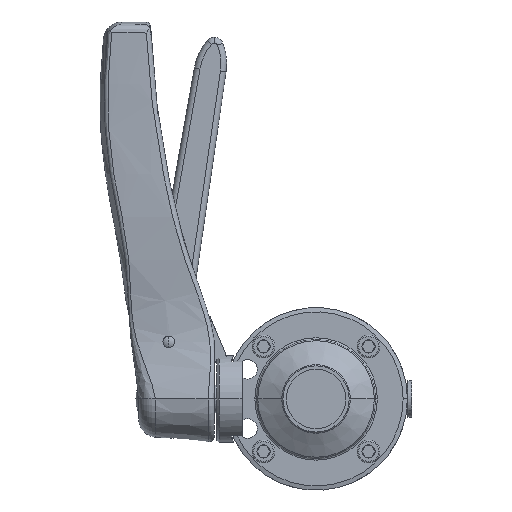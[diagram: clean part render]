
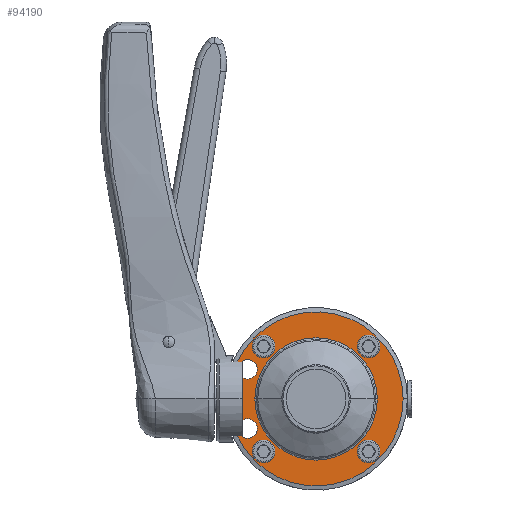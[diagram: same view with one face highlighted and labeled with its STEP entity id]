
A CAD part, left-side view. The second image highlights one B-rep face of the part: STEP entity #94190.
In plain terms, the highlighted planar face has unit normal (-1, 0, 0).
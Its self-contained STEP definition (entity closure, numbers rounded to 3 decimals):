
#92380=CARTESIAN_POINT('',(17.,25.7,13.));
#92390=VERTEX_POINT('',#92380);
#92420=CARTESIAN_POINT('',(17.,30.,13.));
#92430=DIRECTION('',(-1.,0.,0.));
#92440=DIRECTION('',(0.,1.,0.));
#92450=AXIS2_PLACEMENT_3D('',#92420,#92430,#92440);
#92460=CIRCLE('',#92450,4.3);
#92470=CARTESIAN_POINT('',(17.,34.216,12.155));
#92480=VERTEX_POINT('',#92470);
#92490=EDGE_CURVE('',#92480,#92390,#92460,.T.);
#92680=CARTESIAN_POINT('',(17.,28.,0.));
#92690=DIRECTION('',(-1.,0.,0.));
#92700=DIRECTION('',(0.,1.,0.));
#92710=AXIS2_PLACEMENT_3D('',#92680,#92690,#92700);
#92720=PLANE('',#92710);
#92730=CARTESIAN_POINT('',(17.,0.,0.));
#92740=DIRECTION('',(-1.,0.,0.));
#92750=DIRECTION('',(0.,1.,0.));
#92760=AXIS2_PLACEMENT_3D('',#92730,#92740,#92750);
#92770=CIRCLE('',#92760,38.109);
#92780=CARTESIAN_POINT('',(17.,36.118,12.155));
#92790=VERTEX_POINT('',#92780);
#92800=CARTESIAN_POINT('',(17.,38.109,0.));
#92810=VERTEX_POINT('',#92800);
#92820=EDGE_CURVE('',#92790,#92810,#92770,.T.);
#92830=ORIENTED_EDGE('',*,*,#92820,.T.);
#92840=CARTESIAN_POINT('',(17.,0.,12.155));
#92850=DIRECTION('',(0.,1.,0.));
#92860=VECTOR('',#92850,1.);
#92870=LINE('',#92840,#92860);
#92880=EDGE_CURVE('',#92480,#92790,#92870,.T.);
#92890=ORIENTED_EDGE('',*,*,#92880,.T.);
#92900=ORIENTED_EDGE('',*,*,#92490,.F.);
#92910=CARTESIAN_POINT('',(17.,32.921,16.155));
#92920=VERTEX_POINT('',#92910);
#92930=EDGE_CURVE('',#92390,#92920,#92460,.T.);
#92940=ORIENTED_EDGE('',*,*,#92930,.F.);
#92950=CARTESIAN_POINT('',(17.,32.377,16.155));
#92960=DIRECTION('',(0.,1.,0.));
#92970=VECTOR('',#92960,1.);
#92980=LINE('',#92950,#92970);
#92990=CARTESIAN_POINT('',(17.,34.515,16.155));
#93000=VERTEX_POINT('',#92990);
#93010=EDGE_CURVE('',#92920,#93000,#92980,.T.);
#93020=ORIENTED_EDGE('',*,*,#93010,.F.);
#93030=CARTESIAN_POINT('',(17.,-38.109,0.));
#93040=VERTEX_POINT('',#93030);
#93050=EDGE_CURVE('',#93040,#93000,#92770,.T.);
#93060=ORIENTED_EDGE('',*,*,#93050,.T.);
#93070=CARTESIAN_POINT('',(17.,34.515,-16.155));
#93080=VERTEX_POINT('',#93070);
#93090=EDGE_CURVE('',#93080,#93040,#92770,.T.);
#93100=ORIENTED_EDGE('',*,*,#93090,.T.);
#93110=CARTESIAN_POINT('',(17.,32.377,-16.155));
#93120=DIRECTION('',(0.,1.,0.));
#93130=VECTOR('',#93120,1.);
#93140=LINE('',#93110,#93130);
#93150=CARTESIAN_POINT('',(17.,32.921,-16.155));
#93160=VERTEX_POINT('',#93150);
#93170=EDGE_CURVE('',#93160,#93080,#93140,.T.);
#93180=ORIENTED_EDGE('',*,*,#93170,.T.);
#93190=CARTESIAN_POINT('',(17.,30.,-13.));
#93200=DIRECTION('',(-1.,0.,0.));
#93210=DIRECTION('',(0.,1.,0.));
#93220=AXIS2_PLACEMENT_3D('',#93190,#93200,#93210);
#93230=CIRCLE('',#93220,4.3);
#93240=CARTESIAN_POINT('',(17.,25.7,-13.));
#93250=VERTEX_POINT('',#93240);
#93260=EDGE_CURVE('',#93160,#93250,#93230,.T.);
#93270=ORIENTED_EDGE('',*,*,#93260,.F.);
#93280=CARTESIAN_POINT('',(17.,34.216,-12.155));
#93290=VERTEX_POINT('',#93280);
#93300=EDGE_CURVE('',#93250,#93290,#93230,.T.);
#93310=ORIENTED_EDGE('',*,*,#93300,.F.);
#93320=CARTESIAN_POINT('',(17.,0.,-12.155));
#93330=DIRECTION('',(0.,-1.,0.));
#93340=VECTOR('',#93330,1.);
#93350=LINE('',#93320,#93340);
#93360=CARTESIAN_POINT('',(17.,36.118,-12.155));
#93370=VERTEX_POINT('',#93360);
#93380=EDGE_CURVE('',#93370,#93290,#93350,.T.);
#93390=ORIENTED_EDGE('',*,*,#93380,.T.);
#93400=EDGE_CURVE('',#92810,#93370,#92770,.T.);
#93410=ORIENTED_EDGE('',*,*,#93400,.T.);
#93420=EDGE_LOOP('',(#93410,#93390,#93310,#93270,#93180,#93100,#93060,
#93020,#92940,#92900,#92890,#92830));
#93430=FACE_OUTER_BOUND('',#93420,.T.);
#93440=CARTESIAN_POINT('',(17.,0.,0.));
#93450=DIRECTION('',(-1.,0.,0.));
#93460=DIRECTION('',(0.,1.,0.));
#93470=AXIS2_PLACEMENT_3D('',#93440,#93450,#93460);
#93480=CIRCLE('',#93470,26.8);
#93490=CARTESIAN_POINT('',(17.,26.8,0.));
#93500=VERTEX_POINT('',#93490);
#93510=CARTESIAN_POINT('',(17.,-26.8,0.));
#93520=VERTEX_POINT('',#93510);
#93530=EDGE_CURVE('',#93500,#93520,#93480,.T.);
#93540=ORIENTED_EDGE('',*,*,#93530,.F.);
#93550=EDGE_CURVE('',#93520,#93500,#93480,.T.);
#93560=ORIENTED_EDGE('',*,*,#93550,.F.);
#93570=EDGE_LOOP('',(#93560,#93540));
#93580=FACE_BOUND('',#93570,.T.);
#93590=CARTESIAN_POINT('',(17.,22.981,-22.981));
#93600=DIRECTION('',(1.,0.,0.));
#93610=DIRECTION('',(0.,-1.,0.));
#93620=AXIS2_PLACEMENT_3D('',#93590,#93600,#93610);
#93630=CIRCLE('',#93620,5.);
#93640=CARTESIAN_POINT('',(17.,27.981,-22.981));
#93650=VERTEX_POINT('',#93640);
#93660=CARTESIAN_POINT('',(17.,17.981,-22.981));
#93670=VERTEX_POINT('',#93660);
#93680=EDGE_CURVE('',#93650,#93670,#93630,.T.);
#93690=ORIENTED_EDGE('',*,*,#93680,.T.);
#93700=EDGE_CURVE('',#93670,#93650,#93630,.T.);
#93710=ORIENTED_EDGE('',*,*,#93700,.T.);
#93720=EDGE_LOOP('',(#93710,#93690));
#93730=FACE_BOUND('',#93720,.T.);
#93740=CARTESIAN_POINT('',(17.,22.981,22.981));
#93750=DIRECTION('',(1.,0.,0.));
#93760=DIRECTION('',(0.,-1.,0.));
#93770=AXIS2_PLACEMENT_3D('',#93740,#93750,#93760);
#93780=CIRCLE('',#93770,5.);
#93790=CARTESIAN_POINT('',(17.,27.981,22.981));
#93800=VERTEX_POINT('',#93790);
#93810=CARTESIAN_POINT('',(17.,17.981,22.981));
#93820=VERTEX_POINT('',#93810);
#93830=EDGE_CURVE('',#93800,#93820,#93780,.T.);
#93840=ORIENTED_EDGE('',*,*,#93830,.T.);
#93850=EDGE_CURVE('',#93820,#93800,#93780,.T.);
#93860=ORIENTED_EDGE('',*,*,#93850,.T.);
#93870=EDGE_LOOP('',(#93860,#93840));
#93880=FACE_BOUND('',#93870,.T.);
#93890=CARTESIAN_POINT('',(17.,-22.981,22.981));
#93900=DIRECTION('',(1.,0.,0.));
#93910=DIRECTION('',(0.,-1.,0.));
#93920=AXIS2_PLACEMENT_3D('',#93890,#93900,#93910);
#93930=CIRCLE('',#93920,5.);
#93940=CARTESIAN_POINT('',(17.,-17.981,22.981));
#93950=VERTEX_POINT('',#93940);
#93960=CARTESIAN_POINT('',(17.,-27.981,22.981));
#93970=VERTEX_POINT('',#93960);
#93980=EDGE_CURVE('',#93950,#93970,#93930,.T.);
#93990=ORIENTED_EDGE('',*,*,#93980,.T.);
#94000=EDGE_CURVE('',#93970,#93950,#93930,.T.);
#94010=ORIENTED_EDGE('',*,*,#94000,.T.);
#94020=EDGE_LOOP('',(#94010,#93990));
#94030=FACE_BOUND('',#94020,.T.);
#94040=CARTESIAN_POINT('',(17.,-22.981,-22.981));
#94050=DIRECTION('',(1.,0.,0.));
#94060=DIRECTION('',(0.,-1.,0.));
#94070=AXIS2_PLACEMENT_3D('',#94040,#94050,#94060);
#94080=CIRCLE('',#94070,5.);
#94090=CARTESIAN_POINT('',(17.,-17.981,-22.981));
#94100=VERTEX_POINT('',#94090);
#94110=CARTESIAN_POINT('',(17.,-27.981,-22.981));
#94120=VERTEX_POINT('',#94110);
#94130=EDGE_CURVE('',#94100,#94120,#94080,.T.);
#94140=ORIENTED_EDGE('',*,*,#94130,.T.);
#94150=EDGE_CURVE('',#94120,#94100,#94080,.T.);
#94160=ORIENTED_EDGE('',*,*,#94150,.T.);
#94170=EDGE_LOOP('',(#94160,#94140));
#94180=FACE_BOUND('',#94170,.T.);
#94190=ADVANCED_FACE('',(#93430,#93580,#93730,#93880,#94030,#94180),
#92720,.T.);
